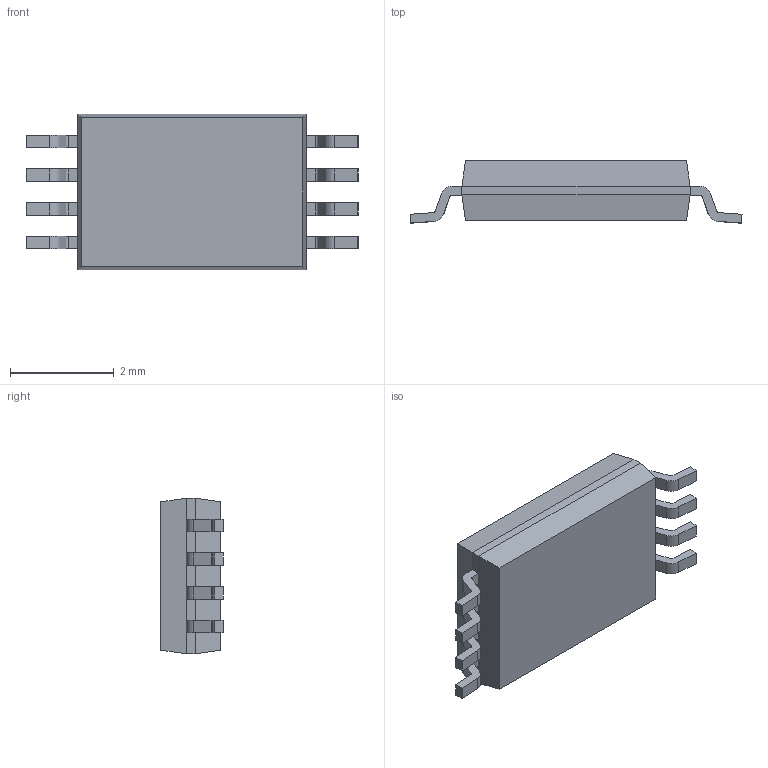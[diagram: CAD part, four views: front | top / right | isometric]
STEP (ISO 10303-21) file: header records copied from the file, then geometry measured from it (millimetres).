
FILE_DESCRIPTION (( 'STEP AP214' ), '1' );
FILE_NAME ('23LC1024T-E_ST.STEP', '2023-04-02T15:12:46', ( '' ), ( '' ), 'SwSTEP 2.0', 'SolidWorks 2021', '' );
FILE_SCHEMA (( 'AUTOMOTIVE_DESIGN' ));
Length unit declared in the file: millimetre
Products named in the file (1): 23LC1024T-E_ST
Bounding box: 6.4 x 1.2 x 3 mm (x, y, z)
Volume: 15.1 mm3; surface area: 50.8 mm2
Topology: 10 solids, 10 shells, 133 faces, 328 edges, 216 vertices
Faces by surface type: plane 97, cylinder 36
Entity records: 4025 total; most frequent: CARTESIAN_POINT 678, DIRECTION 668, ORIENTED_EDGE 656, EDGE_CURVE 328, LINE 256, VECTOR 256, VERTEX_POINT 216, AXIS2_PLACEMENT_3D 206
